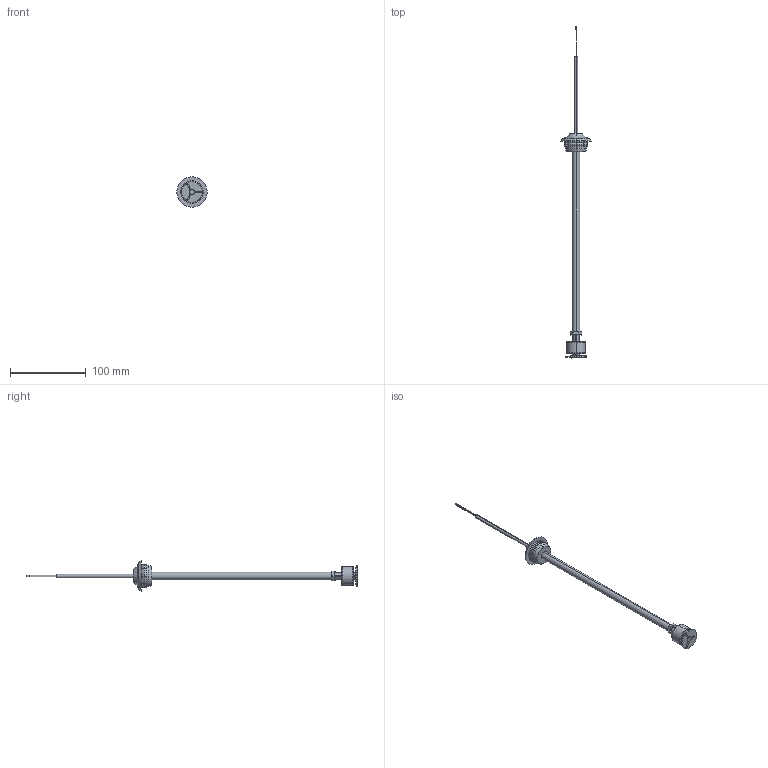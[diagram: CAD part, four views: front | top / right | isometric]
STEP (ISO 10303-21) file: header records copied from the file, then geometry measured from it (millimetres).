
FILE_DESCRIPTION (( 'STEP AP214' ), '1' );
FILE_NAME ('P650F7-024.STEP', '2020-02-03T12:21:05', ( '' ), ( '' ), 'SwSTEP 2.0', 'SolidWorks 2019', '' );
FILE_SCHEMA (( 'AUTOMOTIVE_DESIGN' ));
Length unit declared in the file: millimetre
Products named in the file (1): P650F7-024
Bounding box: 40 x 438.75 x 40 mm (x, y, z)
Surface area: 18497.9 mm2 (no closed solid volume)
Topology: 0 solids, 36 shells, 183 faces, 987 edges, 806 vertices
Faces by surface type: cylinder 70, plane 62, torus 20, sphere 18, cone 12, bspline 1
Entity records: 13964 total; most frequent: CARTESIAN_POINT 4881, DIRECTION 1373, ORIENTED_EDGE 1218, EDGE_CURVE 969, VERTEX_POINT 806, AXIS2_PLACEMENT_3D 462, VECTOR 449, LINE 449
